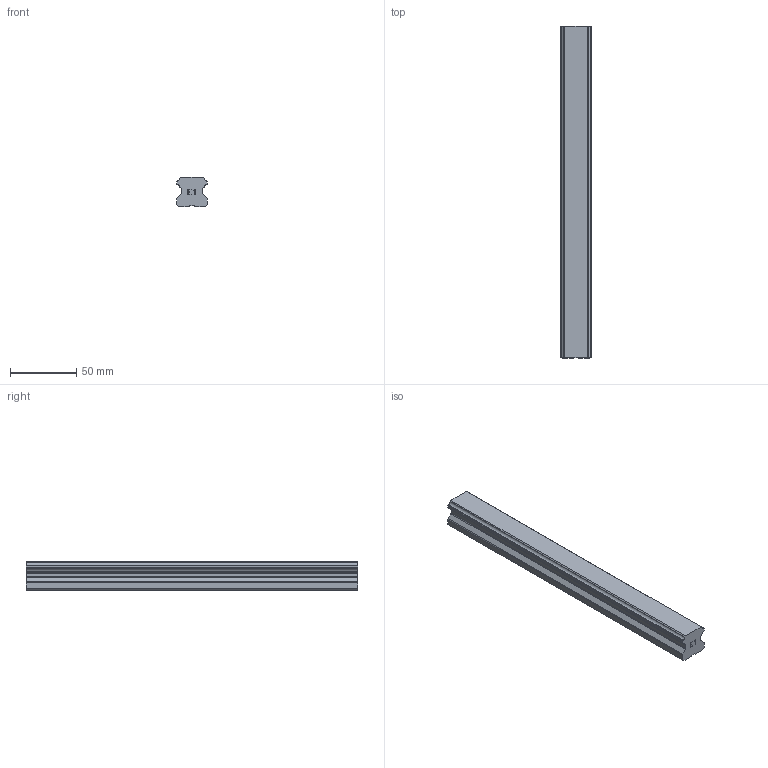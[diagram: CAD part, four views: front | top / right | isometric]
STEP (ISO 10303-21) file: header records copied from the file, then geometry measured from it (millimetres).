
FILE_DESCRIPTION(('STEP AP214'),'1');
FILE_NAME('cctmp_A15650FD-E2B4-421E-A6AD-FC896474A5F2_2021_01_25_14_31_49_0581..stp','2021-01-25T13:31:49',('HIWIN GmbH'),('CADClick - www.CADClick.com'),'Spatial InterOp 3D',' ','unknown authorization');
FILE_SCHEMA(('AUTOMOTIVE_DESIGN'));
Length unit declared in the file: millimetre
Products named in the file (1): HGR25T250C_FILE
Bounding box: 23 x 250 x 22 mm (x, y, z)
Volume: 108132.4 mm3; surface area: 24498.5 mm2
Topology: 1 solids, 1 shells, 139 faces, 403 edges, 262 vertices
Faces by surface type: plane 101, cylinder 30, cone 8
Entity records: 5645 total; most frequent: CARTESIAN_POINT 797, ORIENTED_EDGE 790, DIRECTION 767, EDGE_CURVE 395, LINE 303, VECTOR 303, VERTEX_POINT 262, AXIS2_PLACEMENT_3D 232
